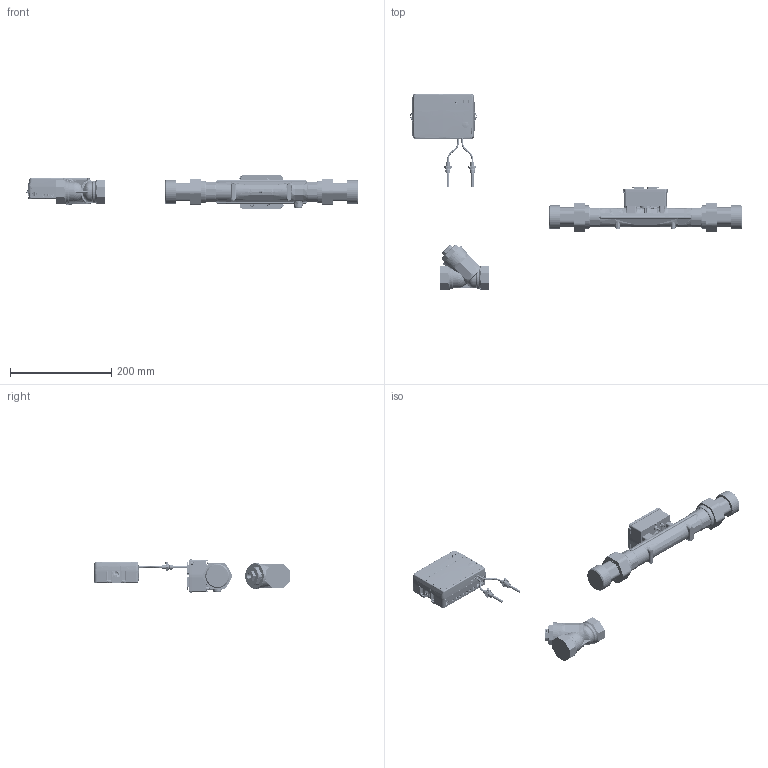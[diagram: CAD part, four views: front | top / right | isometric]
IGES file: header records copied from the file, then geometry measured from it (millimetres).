
Start section: START RECORD GO HERE.
Global section: file name: IGES_750708_-_TST.igs; native system: DASSAULT SYSTEMES CATIA Version 5-6 Release 2020 - www.3ds.com; preprocessor: V5-6R2020_5.30.5.0.09-01-2021.20.00; author: advantage; organization: CALEFFI; date: 20240610.135825; units: millimetre
Bounding box: 657.23 x 388.5 x 65.5 mm (x, y, z)
Surface area: 222217.8 mm2 (no closed solid volume)
Topology: 0 solids, 0 shells, 7893 faces, 39897 edges, 39661 vertices
Faces by surface type: revolution 3665, plane 1834, bspline 1811, extrusion 583
